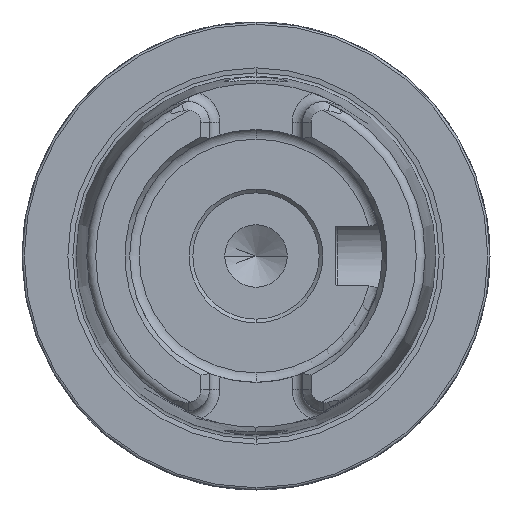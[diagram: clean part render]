
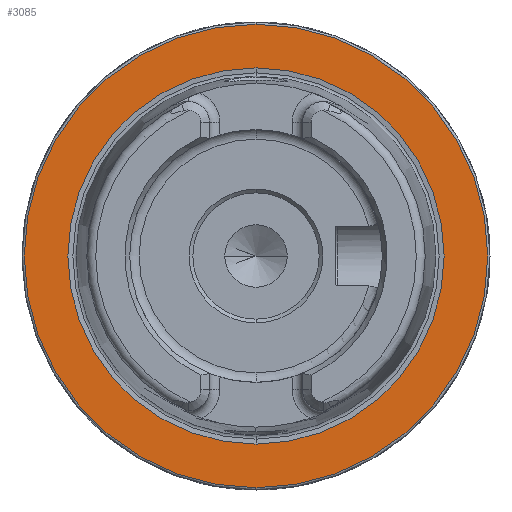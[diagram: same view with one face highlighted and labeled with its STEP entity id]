
A CAD part, left-side view. The second image highlights one B-rep face of the part: STEP entity #3085.
In plain terms, the highlighted planar face has unit normal (-1, 0, 0).
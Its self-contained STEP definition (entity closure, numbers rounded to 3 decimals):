
#95 = EDGE_CURVE ( 'NONE', #7373, #2454, #10743, .T. ) ;
#609 = AXIS2_PLACEMENT_3D ( 'NONE', #7705, #3811, #6691 ) ;
#1435 = EDGE_CURVE ( 'NONE', #4383, #5491, #5221, .T. ) ;
#1698 = ORIENTED_EDGE ( 'NONE', *, *, #1435, .T. ) ;
#1820 = CARTESIAN_POINT ( 'NONE',  ( 0., 0., -31.2 ) ) ;
#2392 = PLANE ( 'NONE',  #609 ) ;
#2454 = VERTEX_POINT ( 'NONE', #12195 ) ;
#3010 = DIRECTION ( 'NONE',  ( 0., 0., 1. ) ) ;
#3080 = DIRECTION ( 'NONE',  ( 0., 0., 1. ) ) ;
#3085 = ADVANCED_FACE ( 'NONE', ( #8225, #6183 ), #2392, .F. ) ;
#3166 = CIRCLE ( 'NONE', #10739, 31.2 ) ;
#3240 = AXIS2_PLACEMENT_3D ( 'NONE', #8062, #4019, #7922 ) ;
#3306 = EDGE_CURVE ( 'NONE', #2454, #7373, #12162, .T. ) ;
#3811 = DIRECTION ( 'NONE',  ( 1., 0., 0. ) ) ;
#4019 = DIRECTION ( 'NONE',  ( -1., 0., 0. ) ) ;
#4071 = CARTESIAN_POINT ( 'NONE',  ( 0., 0., 0. ) ) ;
#4073 = EDGE_LOOP ( 'NONE', ( #10324, #1698 ) ) ;
#4383 = VERTEX_POINT ( 'NONE', #1820 ) ;
#4593 = DIRECTION ( 'NONE',  ( -1., 0., 0. ) ) ;
#4663 = AXIS2_PLACEMENT_3D ( 'NONE', #6066, #9249, #3080 ) ;
#5221 = CIRCLE ( 'NONE', #9340, 31.2 ) ;
#5491 = VERTEX_POINT ( 'NONE', #11711 ) ;
#5768 = EDGE_LOOP ( 'NONE', ( #11808, #12194 ) ) ;
#6066 = CARTESIAN_POINT ( 'NONE',  ( 0., 0., 0. ) ) ;
#6183 = FACE_OUTER_BOUND ( 'NONE', #4073, .T. ) ;
#6691 = DIRECTION ( 'NONE',  ( 0., 0., -1. ) ) ;
#7373 = VERTEX_POINT ( 'NONE', #10371 ) ;
#7705 = CARTESIAN_POINT ( 'NONE',  ( 0., 31.2, 0. ) ) ;
#7922 = DIRECTION ( 'NONE',  ( 0., 0., 1. ) ) ;
#8062 = CARTESIAN_POINT ( 'NONE',  ( 0., 0., 0. ) ) ;
#8225 = FACE_BOUND ( 'NONE', #5768, .T. ) ;
#8659 = CARTESIAN_POINT ( 'NONE',  ( 0., 0., 0. ) ) ;
#9249 = DIRECTION ( 'NONE',  ( -1., 0., 0. ) ) ;
#9340 = AXIS2_PLACEMENT_3D ( 'NONE', #8659, #4593, #9513 ) ;
#9513 = DIRECTION ( 'NONE',  ( 0., 0., 1. ) ) ;
#10324 = ORIENTED_EDGE ( 'NONE', *, *, #10650, .T. ) ;
#10371 = CARTESIAN_POINT ( 'NONE',  ( 0., 0., -25.324 ) ) ;
#10650 = EDGE_CURVE ( 'NONE', #5491, #4383, #3166, .T. ) ;
#10739 = AXIS2_PLACEMENT_3D ( 'NONE', #4071, #12982, #3010 ) ;
#10743 = CIRCLE ( 'NONE', #3240, 25.324 ) ;
#11711 = CARTESIAN_POINT ( 'NONE',  ( 0., 0., 31.2 ) ) ;
#11808 = ORIENTED_EDGE ( 'NONE', *, *, #3306, .F. ) ;
#12162 = CIRCLE ( 'NONE', #4663, 25.324 ) ;
#12194 = ORIENTED_EDGE ( 'NONE', *, *, #95, .F. ) ;
#12195 = CARTESIAN_POINT ( 'NONE',  ( 0., 0., 25.324 ) ) ;
#12982 = DIRECTION ( 'NONE',  ( -1., 0., 0. ) ) ;
